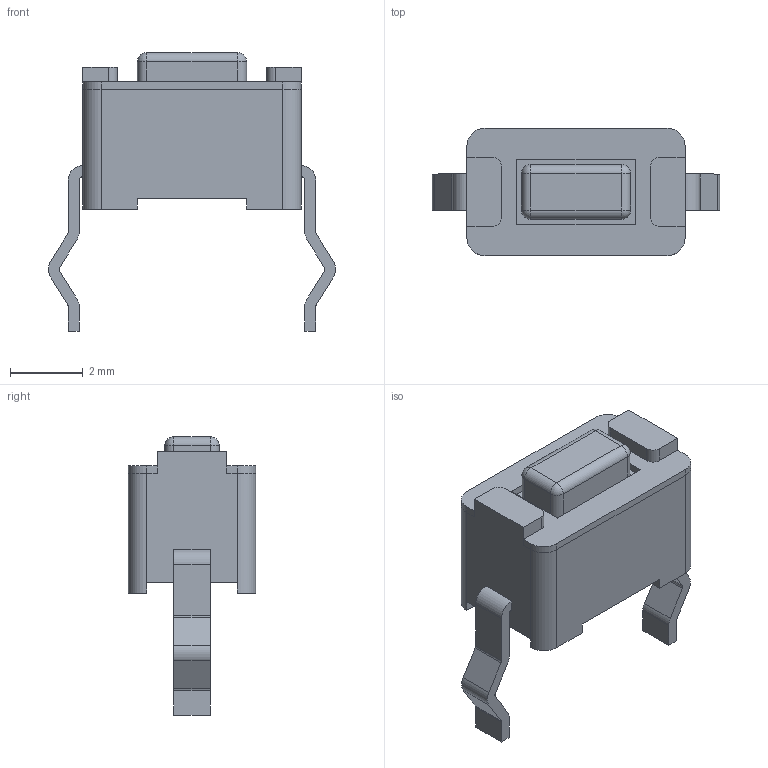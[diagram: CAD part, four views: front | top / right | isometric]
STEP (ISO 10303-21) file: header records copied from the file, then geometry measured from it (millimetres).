
FILE_DESCRIPTION((''),'2;1');
FILE_NAME('TL1107AFxxxWQ.stp','2011-04-25T08:08:08',('blarson'),(''),'Autodesk Inventor 11','Autodesk Inventor 11','');
FILE_SCHEMA(('AUTOMOTIVE_DESIGN { 1 0 10303 214 1 1 1 1 }'));
Length unit declared in the file: millimetre
Products named in the file (6): TL1107 W CATALOG PART; TL1107-3302 BODY; TL1107-3302 COVER; TL1107 W TERM; TL1107-3302 A ACTUATOR; TL1107 W TERM_MIR
Assembly tree (5 placements, depth 2):
  TL1107 W CATALOG PART
    TL1107-3302 BODY
    TL1107-3302 COVER
    TL1107 W TERM
    TL1107-3302 A ACTUATOR
    TL1107 W TERM_MIR
Bounding box: 7.9 x 3.5 x 7.65 mm (x, y, z)
Volume: 64.4 mm3; surface area: 222.6 mm2
Topology: 5 solids, 5 shells, 199 faces, 508 edges, 320 vertices
Faces by surface type: plane 108, cylinder 52, bspline 28, sphere 8, torus 3
Entity records: 6206 total; most frequent: CARTESIAN_POINT 1267, ORIENTED_EDGE 1000, DIRECTION 984, EDGE_CURVE 500, VECTOR 380, LINE 380, VERTEX_POINT 320, AXIS2_PLACEMENT_3D 302
